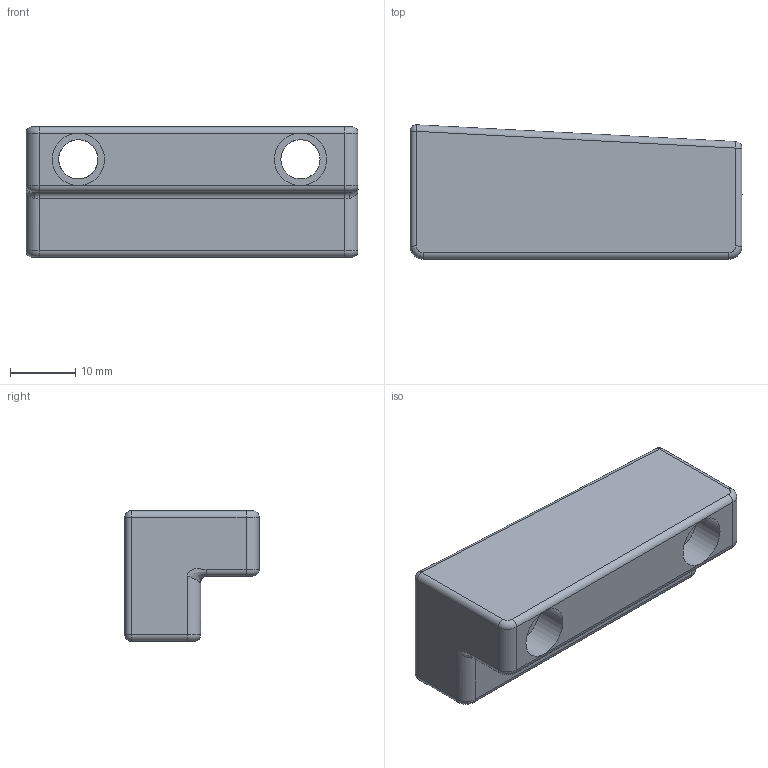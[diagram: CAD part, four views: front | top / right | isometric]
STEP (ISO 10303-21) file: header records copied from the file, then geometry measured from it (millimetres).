
FILE_DESCRIPTION(('FreeCAD Model'),'2;1');
FILE_NAME('Open CASCADE Shape Model','2025-09-27T09:51:26',(''),(''), 'Open CASCADE STEP processor 7.8','FreeCAD','Unknown');
FILE_SCHEMA(('AUTOMOTIVE_DESIGN { 1 0 10303 214 1 1 1 1 }'));
Length unit declared in the file: millimetre
Products named in the file (1): Body
Bounding box: 50.81 x 20.54 x 20 mm (x, y, z)
Volume: 13620.5 mm3; surface area: 5041.8 mm2
Topology: 1 solids, 1 shells, 48 faces, 110 edges, 60 vertices
Faces by surface type: cylinder 22, plane 12, torus 8, sphere 4, bspline 2
Full cylindrical faces by diameter (mm): 6 x2, 8 x2
Entity records: 1874 total; most frequent: CARTESIAN_POINT 777, DIRECTION 246, ORIENTED_EDGE 212, EDGE_CURVE 106, AXIS2_PLACEMENT_3D 101, VERTEX_POINT 60, FACE_BOUND 52, EDGE_LOOP 52
